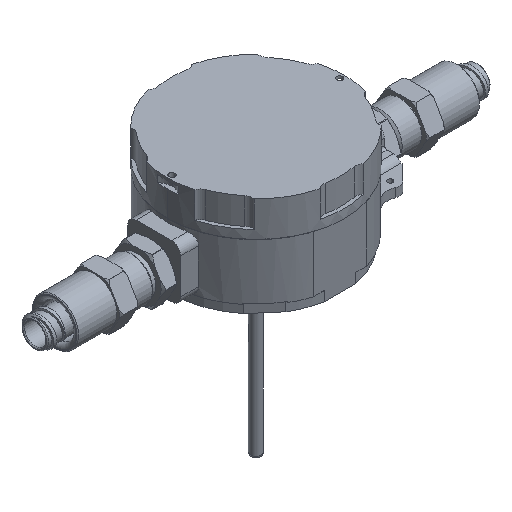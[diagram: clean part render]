
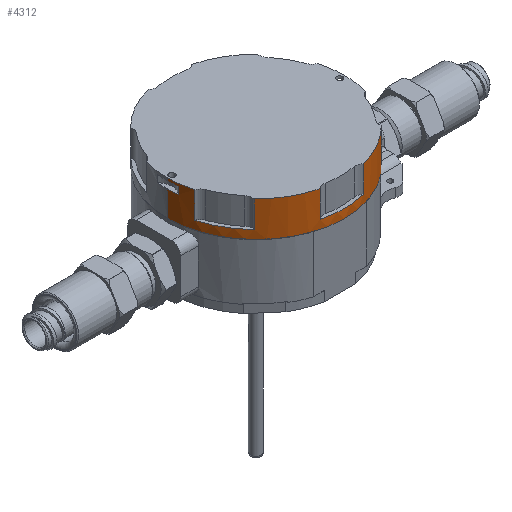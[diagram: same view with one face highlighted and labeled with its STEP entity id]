
A CAD part, isometric view. The second image highlights one B-rep face of the part: STEP entity #4312.
In plain terms, the highlighted cylindrical face has radius 50 mm (diameter 100 mm), a partial arc.
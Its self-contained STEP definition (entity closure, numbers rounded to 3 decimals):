
#4312=ADVANCED_FACE('',(#4415),#4417,.T.);
#4415=FACE_OUTER_BOUND('',#4416,.T.);
#4416=EDGE_LOOP('',(#4830,#4831,#4832,#4833,#4834,#4835,#4836,#4837,#4838,#4839,
#4840,#4841,#4842,#4843,#4844,#4845,#4846,#4847,#4848,#4849,#4850,#4851,#4852,#4853));
#4417=CYLINDRICAL_SURFACE('',#4418,50.);
#4418=AXIS2_PLACEMENT_3D('',#4419,#4420,#4421);
#4419=CARTESIAN_POINT('',(0.,0.,10.));
#4420=DIRECTION('',(0.,0.,1.));
#4421=DIRECTION('',(1.,0.,0.));
#4830=ORIENTED_EDGE('',*,*,#5139,.F.);
#4831=ORIENTED_EDGE('',*,*,#5140,.T.);
#4832=ORIENTED_EDGE('',*,*,#5141,.T.);
#4833=ORIENTED_EDGE('',*,*,#5142,.T.);
#4834=ORIENTED_EDGE('',*,*,#5143,.F.);
#4835=ORIENTED_EDGE('',*,*,#5144,.F.);
#4836=ORIENTED_EDGE('',*,*,#5145,.T.);
#4837=ORIENTED_EDGE('',*,*,#5128,.F.);
#4838=ORIENTED_EDGE('',*,*,#5146,.T.);
#4839=ORIENTED_EDGE('',*,*,#5147,.F.);
#4840=ORIENTED_EDGE('',*,*,#5148,.T.);
#4841=ORIENTED_EDGE('',*,*,#5124,.F.);
#4842=ORIENTED_EDGE('',*,*,#5149,.F.);
#4843=ORIENTED_EDGE('',*,*,#5150,.F.);
#4844=ORIENTED_EDGE('',*,*,#5151,.F.);
#4845=ORIENTED_EDGE('',*,*,#5120,.F.);
#4846=ORIENTED_EDGE('',*,*,#5152,.T.);
#4847=ORIENTED_EDGE('',*,*,#5153,.F.);
#4848=ORIENTED_EDGE('',*,*,#5154,.F.);
#4849=ORIENTED_EDGE('',*,*,#5116,.F.);
#4850=ORIENTED_EDGE('',*,*,#5155,.F.);
#4851=ORIENTED_EDGE('',*,*,#5100,.F.);
#4852=ORIENTED_EDGE('',*,*,#5138,.T.);
#4853=ORIENTED_EDGE('',*,*,#5156,.T.);
#5100=EDGE_CURVE('',#5268,#5270,#5271,.T.);
#5116=EDGE_CURVE('',#5298,#5300,#5301,.T.);
#5120=EDGE_CURVE('',#5306,#5308,#5309,.T.);
#5124=EDGE_CURVE('',#5314,#5316,#5317,.T.);
#5128=EDGE_CURVE('',#5322,#5324,#5325,.T.);
#5138=EDGE_CURVE('',#5268,#5339,#5341,.T.);
#5139=EDGE_CURVE('',#5342,#5343,#5344,.T.);
#5140=EDGE_CURVE('',#5342,#5345,#5346,.T.);
#5141=EDGE_CURVE('',#5345,#5347,#5348,.T.);
#5142=EDGE_CURVE('',#5347,#5349,#5350,.F.);
#5143=EDGE_CURVE('',#5351,#5349,#5352,.F.);
#5144=EDGE_CURVE('',#5353,#5351,#5354,.F.);
#5145=EDGE_CURVE('',#5353,#5324,#5355,.T.);
#5146=EDGE_CURVE('',#5322,#5356,#5357,.F.);
#5147=EDGE_CURVE('',#5358,#5356,#5359,.T.);
#5148=EDGE_CURVE('',#5358,#5316,#5360,.T.);
#5149=EDGE_CURVE('',#5361,#5314,#5362,.T.);
#5150=EDGE_CURVE('',#5363,#5361,#5364,.T.);
#5151=EDGE_CURVE('',#5308,#5363,#5365,.F.);
#5152=EDGE_CURVE('',#5306,#5366,#5367,.F.);
#5153=EDGE_CURVE('',#5368,#5366,#5369,.T.);
#5154=EDGE_CURVE('',#5300,#5368,#5370,.F.);
#5155=EDGE_CURVE('',#5270,#5298,#5371,.T.);
#5156=EDGE_CURVE('',#5339,#5343,#5372,.F.);
#5268=VERTEX_POINT('',#5563);
#5270=VERTEX_POINT('',#5568);
#5271=CIRCLE('',#5569,50.);
#5298=VERTEX_POINT('',#5641);
#5300=VERTEX_POINT('',#5646);
#5301=CIRCLE('',#5647,50.);
#5306=VERTEX_POINT('',#5661);
#5308=VERTEX_POINT('',#5666);
#5309=CIRCLE('',#5667,50.);
#5314=VERTEX_POINT('',#5681);
#5316=VERTEX_POINT('',#5686);
#5317=CIRCLE('',#5687,50.);
#5322=VERTEX_POINT('',#5701);
#5324=VERTEX_POINT('',#5706);
#5325=CIRCLE('',#5707,50.);
#5339=VERTEX_POINT('',#5755);
#5341=LINE('',#5760,#5761);
#5342=VERTEX_POINT('',#5763);
#5343=VERTEX_POINT('',#5764);
#5344=LINE('',#5765,#5766);
#5345=VERTEX_POINT('',#5768);
#5346=CIRCLE('',#5769,50.);
#5347=VERTEX_POINT('',#5773);
#5348=LINE('',#5774,#5775);
#5349=VERTEX_POINT('',#5777);
#5350=CIRCLE('',#5778,50.);
#5351=VERTEX_POINT('',#5782);
#5352=LINE('',#5783,#5784);
#5353=VERTEX_POINT('',#5786);
#5354=CIRCLE('',#5787,50.);
#5355=LINE('',#5791,#5792);
#5356=VERTEX_POINT('',#5794);
#5357=LINE('',#5795,#5796);
#5358=VERTEX_POINT('',#5798);
#5359=CIRCLE('',#5799,50.);
#5360=LINE('',#5803,#5804);
#5361=VERTEX_POINT('',#5806);
#5362=LINE('',#5807,#5808);
#5363=VERTEX_POINT('',#5810);
#5364=CIRCLE('',#5811,50.);
#5365=LINE('',#5815,#5816);
#5366=VERTEX_POINT('',#5818);
#5367=LINE('',#5819,#5820);
#5368=VERTEX_POINT('',#5822);
#5369=CIRCLE('',#5823,50.);
#5370=LINE('',#5827,#5828);
#5371=LINE('',#5830,#5831);
#5372=CIRCLE('',#5833,50.);
#5563=CARTESIAN_POINT('',(-49.668,-5.756,18.5));
#5568=CARTESIAN_POINT('',(-50.,0.,18.5));
#5569=AXIS2_PLACEMENT_3D('',#5570,#5571,#5572);
#5570=CARTESIAN_POINT('',(0.,0.,18.5));
#5571=DIRECTION('',(0.,0.,-1.));
#5572=DIRECTION('',(-0.993,-0.115,0.));
#5641=CARTESIAN_POINT('',(-50.,0.,20.));
#5646=CARTESIAN_POINT('',(-48.112,-13.611,20.));
#5647=AXIS2_PLACEMENT_3D('',#5648,#5649,#5650);
#5648=CARTESIAN_POINT('',(0.,0.,20.));
#5649=DIRECTION('',(0.,0.,1.));
#5650=DIRECTION('',(-1.,0.,0.));
#5661=CARTESIAN_POINT('',(-35.844,-34.86,20.));
#5666=CARTESIAN_POINT('',(-12.268,-48.472,20.));
#5667=AXIS2_PLACEMENT_3D('',#5668,#5669,#5670);
#5668=CARTESIAN_POINT('',(0.,0.,20.));
#5669=DIRECTION('',(0.,0.,1.));
#5670=DIRECTION('',(-0.717,-0.697,0.));
#5681=CARTESIAN_POINT('',(12.268,-48.472,20.));
#5686=CARTESIAN_POINT('',(35.844,-34.86,20.));
#5687=AXIS2_PLACEMENT_3D('',#5688,#5689,#5690);
#5688=CARTESIAN_POINT('',(0.,0.,20.));
#5689=DIRECTION('',(0.,0.,1.));
#5690=DIRECTION('',(0.245,-0.969,0.));
#5701=CARTESIAN_POINT('',(48.112,-13.611,20.));
#5706=CARTESIAN_POINT('',(50.,0.,20.));
#5707=AXIS2_PLACEMENT_3D('',#5708,#5709,#5710);
#5708=CARTESIAN_POINT('',(0.,0.,20.));
#5709=DIRECTION('',(0.,0.,1.));
#5710=DIRECTION('',(0.962,-0.272,0.));
#5755=CARTESIAN_POINT('',(-49.668,-5.756,14.5));
#5760=CARTESIAN_POINT('',(-49.668,-5.756,18.5));
#5761=VECTOR('',#5762,1.);
#5762=DIRECTION('',(0.,0.,-1.));
#5763=CARTESIAN_POINT('',(-50.,0.,0.));
#5764=CARTESIAN_POINT('',(-50.,0.,14.5));
#5765=CARTESIAN_POINT('',(-50.,0.,0.));
#5766=VECTOR('',#5767,1.);
#5767=DIRECTION('',(0.,0.,1.));
#5768=CARTESIAN_POINT('',(50.,0.,0.));
#5769=AXIS2_PLACEMENT_3D('',#5770,#5771,#5772);
#5770=CARTESIAN_POINT('',(0.,0.,0.));
#5771=DIRECTION('',(0.,0.,1.));
#5772=DIRECTION('',(-1.,0.,0.));
#5773=CARTESIAN_POINT('',(50.,0.,14.5));
#5774=CARTESIAN_POINT('',(50.,0.,0.));
#5775=VECTOR('',#5776,1.);
#5776=DIRECTION('',(0.,0.,1.));
#5777=CARTESIAN_POINT('',(49.668,-5.756,14.5));
#5778=AXIS2_PLACEMENT_3D('',#5779,#5780,#5781);
#5779=CARTESIAN_POINT('',(0.,0.,14.5));
#5780=DIRECTION('',(0.,0.,1.));
#5781=DIRECTION('',(0.993,-0.115,0.));
#5782=CARTESIAN_POINT('',(49.668,-5.756,18.5));
#5783=CARTESIAN_POINT('',(49.668,-5.756,14.5));
#5784=VECTOR('',#5785,1.);
#5785=DIRECTION('',(0.,0.,1.));
#5786=CARTESIAN_POINT('',(50.,0.,18.5));
#5787=AXIS2_PLACEMENT_3D('',#5788,#5789,#5790);
#5788=CARTESIAN_POINT('',(0.,0.,18.5));
#5789=DIRECTION('',(0.,0.,1.));
#5790=DIRECTION('',(0.993,-0.115,0.));
#5791=CARTESIAN_POINT('',(50.,0.,18.5));
#5792=VECTOR('',#5793,1.);
#5793=DIRECTION('',(0.,0.,1.));
#5794=CARTESIAN_POINT('',(48.112,-13.611,5.));
#5795=CARTESIAN_POINT('',(48.112,-13.611,5.));
#5796=VECTOR('',#5797,1.);
#5797=DIRECTION('',(0.,0.,1.));
#5798=CARTESIAN_POINT('',(35.844,-34.86,5.));
#5799=AXIS2_PLACEMENT_3D('',#5800,#5801,#5802);
#5800=CARTESIAN_POINT('',(0.,0.,5.));
#5801=DIRECTION('',(0.,0.,1.));
#5802=DIRECTION('',(0.717,-0.697,0.));
#5803=CARTESIAN_POINT('',(35.844,-34.86,5.));
#5804=VECTOR('',#5805,1.);
#5805=DIRECTION('',(0.,0.,1.));
#5806=CARTESIAN_POINT('',(12.268,-48.472,5.));
#5807=CARTESIAN_POINT('',(12.268,-48.472,5.));
#5808=VECTOR('',#5809,1.);
#5809=DIRECTION('',(0.,0.,1.));
#5810=CARTESIAN_POINT('',(-12.268,-48.472,5.));
#5811=AXIS2_PLACEMENT_3D('',#5812,#5813,#5814);
#5812=CARTESIAN_POINT('',(0.,0.,5.));
#5813=DIRECTION('',(0.,0.,1.));
#5814=DIRECTION('',(-0.245,-0.969,0.));
#5815=CARTESIAN_POINT('',(-12.268,-48.472,5.));
#5816=VECTOR('',#5817,1.);
#5817=DIRECTION('',(0.,0.,1.));
#5818=CARTESIAN_POINT('',(-35.844,-34.86,5.));
#5819=CARTESIAN_POINT('',(-35.844,-34.86,5.));
#5820=VECTOR('',#5821,1.);
#5821=DIRECTION('',(0.,0.,1.));
#5822=CARTESIAN_POINT('',(-48.112,-13.611,5.));
#5823=AXIS2_PLACEMENT_3D('',#5824,#5825,#5826);
#5824=CARTESIAN_POINT('',(0.,0.,5.));
#5825=DIRECTION('',(0.,0.,1.));
#5826=DIRECTION('',(-0.962,-0.272,0.));
#5827=CARTESIAN_POINT('',(-48.112,-13.611,5.));
#5828=VECTOR('',#5829,1.);
#5829=DIRECTION('',(0.,0.,1.));
#5830=CARTESIAN_POINT('',(-50.,0.,18.5));
#5831=VECTOR('',#5832,1.);
#5832=DIRECTION('',(0.,0.,1.));
#5833=AXIS2_PLACEMENT_3D('',#5834,#5835,#5836);
#5834=CARTESIAN_POINT('',(0.,0.,14.5));
#5835=DIRECTION('',(0.,0.,1.));
#5836=DIRECTION('',(-1.,0.,0.));
